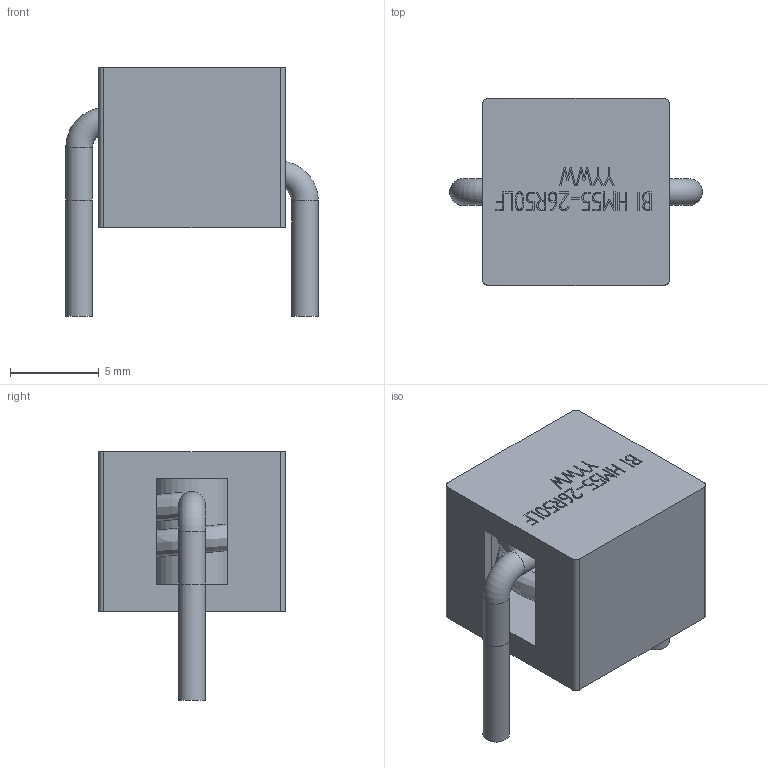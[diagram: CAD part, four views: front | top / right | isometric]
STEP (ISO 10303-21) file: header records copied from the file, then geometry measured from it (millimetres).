
FILE_DESCRIPTION(/* description */ ('Unknown'),/* implementation_level */ '2;1');
FILE_NAME(/* name */ 'HM55-26R50LF',/* time_stamp */ '2021-11-29T17:34:07+08:00',/* author */ ('Unknown'),/* organization */ ('Unknown'),/* preprocessor_version */ 'ST-DEVELOPER v16.7',/* originating_system */ 'Solid Edge',/* authorisation */ 'Unknown');
FILE_SCHEMA (('AUTOMOTIVE_DESIGN {1 0 10303 214 3 1 1}'));
Length unit declared in the file: millimetre
Products named in the file (1): HM55-26R50LF
Bounding box: 14.2 x 10.5 x 14 mm (x, y, z)
Volume: 623.1 mm3; surface area: 1264.9 mm2
Topology: 2 solids, 2 shells, 221 faces, 573 edges, 381 vertices
Faces by surface type: plane 178, bspline 30, cylinder 11, torus 2
Full cylindrical faces by diameter (mm): 1.45 x1, 1.5 x5, 4.5 x1
Entity records: 9075 total; most frequent: CARTESIAN_POINT 2341, ORIENTED_EDGE 1114, DIRECTION 900, EDGE_CURVE 557, LINE 468, VECTOR 468, VERTEX_POINT 377, EDGE_LOOP 262
